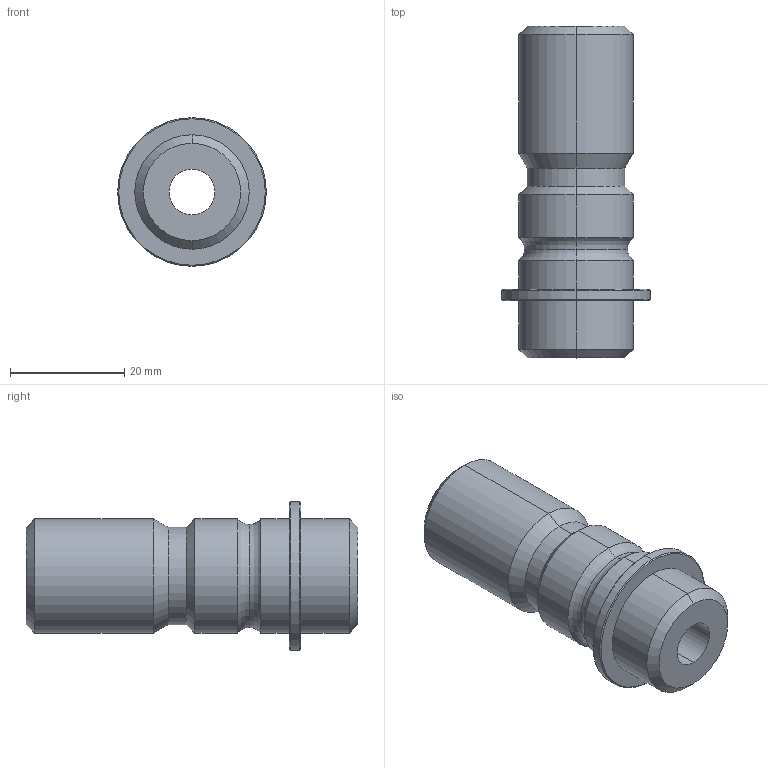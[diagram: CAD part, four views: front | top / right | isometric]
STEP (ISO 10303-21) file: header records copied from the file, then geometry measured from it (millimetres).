
FILE_DESCRIPTION (( 'STEP AP203' ), '1' );
FILE_NAME ('QR Shaft.STEP', '2017-12-05T18:16:31', ( '' ), ( '' ), 'SwSTEP 2.0', 'SolidWorks 2017', '' );
FILE_SCHEMA (( 'CONFIG_CONTROL_DESIGN' ));
Length unit declared in the file: millimetre
Products named in the file (1): QR Shaft
Bounding box: 26 x 58 x 26 mm (x, y, z)
Volume: 14973.2 mm3; surface area: 5996.6 mm2
Topology: 1 solids, 1 shells, 34 faces, 68 edges, 38 vertices
Faces by surface type: cylinder 14, cone 12, torus 4, plane 4
Entity records: 959 total; most frequent: DIRECTION 180, CARTESIAN_POINT 141, ORIENTED_EDGE 136, AXIS2_PLACEMENT_3D 77, EDGE_CURVE 68, CIRCLE 42, VERTEX_POINT 38, EDGE_LOOP 38
